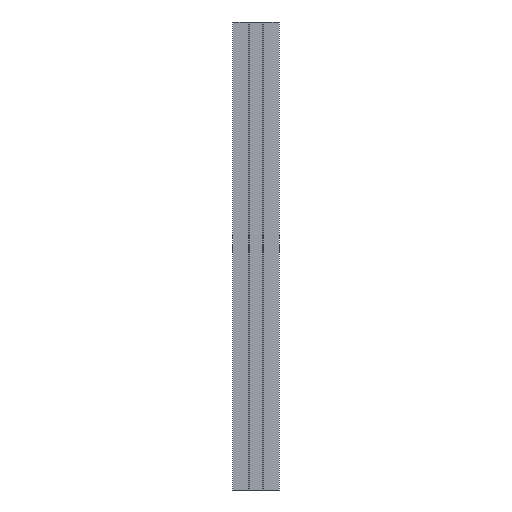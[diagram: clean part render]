
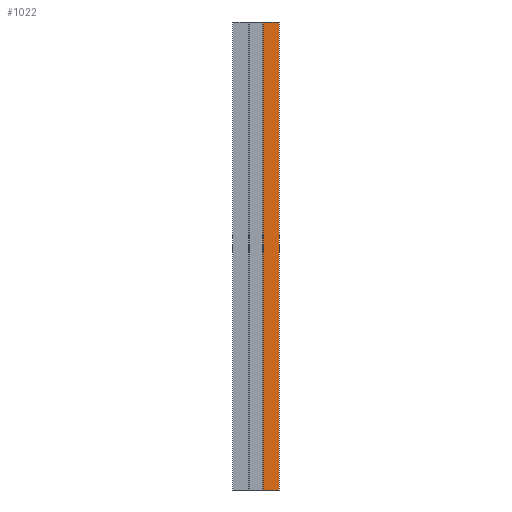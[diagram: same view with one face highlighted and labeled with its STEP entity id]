
A CAD part, left-side view. The second image highlights one B-rep face of the part: STEP entity #1022.
In plain terms, the highlighted planar face has unit normal (-1, 0, 0).
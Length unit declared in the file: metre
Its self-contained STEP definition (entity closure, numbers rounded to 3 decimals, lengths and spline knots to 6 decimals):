
#130 = EDGE_CURVE ( 'NONE', #1241, #348, #238, .T. ) ;
#156 = VECTOR ( 'NONE', #1232, 1. ) ;
#159 = PLANE ( 'NONE',  #431 ) ;
#238 = LINE ( 'NONE', #867, #156 ) ;
#248 = CARTESIAN_POINT ( 'NONE',  ( 0., 0.0068, 0.2 ) ) ;
#290 = DIRECTION ( 'NONE',  ( 1., 0., 0. ) ) ;
#339 = ORIENTED_EDGE ( 'NONE', *, *, #1125, .F. ) ;
#348 = VERTEX_POINT ( 'NONE', #1517 ) ;
#365 = CARTESIAN_POINT ( 'NONE',  ( 0., 0., 0.2 ) ) ;
#414 = EDGE_CURVE ( 'NONE', #1440, #578, #1617, .T. ) ;
#431 = AXIS2_PLACEMENT_3D ( 'NONE', #650, #290, #1161 ) ;
#448 = LINE ( 'NONE', #596, #1457 ) ;
#477 = DIRECTION ( 'NONE',  ( 0., -1., 0. ) ) ;
#563 = ORIENTED_EDGE ( 'NONE', *, *, #414, .T. ) ;
#570 = ORIENTED_EDGE ( 'NONE', *, *, #130, .F. ) ;
#578 = VERTEX_POINT ( 'NONE', #591 ) ;
#591 = CARTESIAN_POINT ( 'NONE',  ( 0., 0.0068, 0. ) ) ;
#596 = CARTESIAN_POINT ( 'NONE',  ( 0., 0., 0.2 ) ) ;
#650 = CARTESIAN_POINT ( 'NONE',  ( 0., 0., 0.2 ) ) ;
#733 = DIRECTION ( 'NONE',  ( 0., -1., 0. ) ) ;
#773 = VECTOR ( 'NONE', #1121, 1. ) ;
#833 = CARTESIAN_POINT ( 'NONE',  ( 0., 0.0068, 0.2 ) ) ;
#855 = LINE ( 'NONE', #1239, #1562 ) ;
#867 = CARTESIAN_POINT ( 'NONE',  ( 0., 0., 0.2 ) ) ;
#894 = EDGE_LOOP ( 'NONE', ( #1135, #570, #339, #563 ) ) ;
#1022 = ADVANCED_FACE ( 'NONE', ( #1416 ), #159, .F. ) ;
#1121 = DIRECTION ( 'NONE',  ( 0., 0., -1. ) ) ;
#1125 = EDGE_CURVE ( 'NONE', #1440, #1241, #448, .T. ) ;
#1135 = ORIENTED_EDGE ( 'NONE', *, *, #1191, .T. ) ;
#1161 = DIRECTION ( 'NONE',  ( 0., 1., 0. ) ) ;
#1191 = EDGE_CURVE ( 'NONE', #578, #348, #855, .T. ) ;
#1232 = DIRECTION ( 'NONE',  ( 0., 0., -1. ) ) ;
#1239 = CARTESIAN_POINT ( 'NONE',  ( 0., 0., 0. ) ) ;
#1241 = VERTEX_POINT ( 'NONE', #365 ) ;
#1416 = FACE_OUTER_BOUND ( 'NONE', #894, .T. ) ;
#1440 = VERTEX_POINT ( 'NONE', #248 ) ;
#1457 = VECTOR ( 'NONE', #477, 1. ) ;
#1517 = CARTESIAN_POINT ( 'NONE',  ( 0., 0., 0. ) ) ;
#1562 = VECTOR ( 'NONE', #733, 1. ) ;
#1617 = LINE ( 'NONE', #833, #773 ) ;
